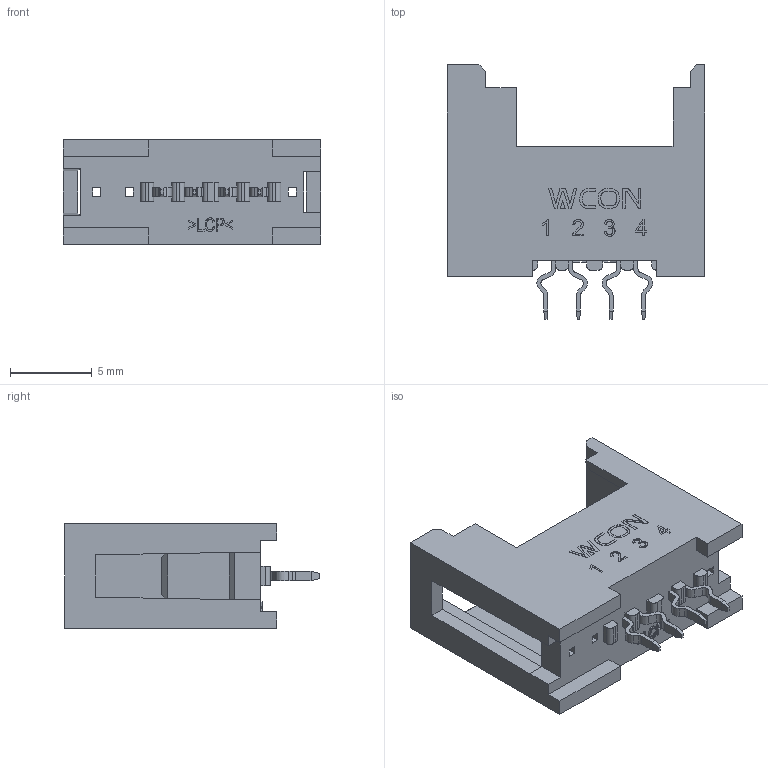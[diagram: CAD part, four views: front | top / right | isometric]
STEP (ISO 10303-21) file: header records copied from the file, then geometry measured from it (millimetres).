
FILE_DESCRIPTION( ('This file contains a STEP AP42 implementation' ,'as created by ZW3D STEP Interface translator.') ,'2;1' );
FILE_NAME( '5372-1S04XXBX03W.stp' ,'2312 4.105157', (''), ('ZWCAD Software Co.'), 'Version 1.0', 'ZW3D to STEP translator', '' );
FILE_SCHEMA(('AUTOMOTIVE_DESIGN { 1 0 10303 214 1 1 1 1 }'));
Length unit declared in the file: millimetre
Products named in the file (2): 0; 5372-1S04XXBX03W.stpWZH
Bounding box: 15.8 x 15.6 x 6.4 mm (x, y, z)
Volume: 513.7 mm3; surface area: 1087.5 mm2
Topology: 1 solids, 1 shells, 440 faces, 1209 edges, 788 vertices
Faces by surface type: plane 311, bspline 119, cylinder 10
Entity records: 15783 total; most frequent: CARTESIAN_POINT 4801, ORIENTED_EDGE 2418, DIRECTION 1743, EDGE_CURVE 1209, VECTOR 951, LINE 951, VERTEX_POINT 788, EDGE_LOOP 467
